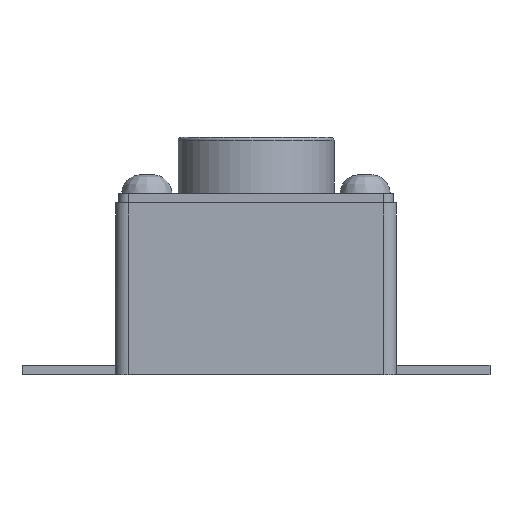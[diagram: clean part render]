
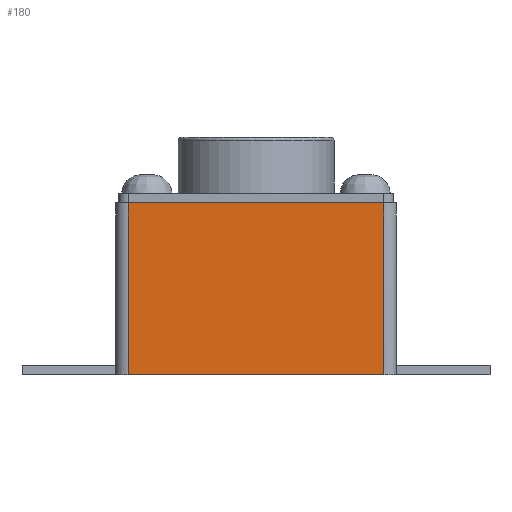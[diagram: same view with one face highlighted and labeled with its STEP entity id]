
A CAD part, front view. The second image highlights one B-rep face of the part: STEP entity #180.
In plain terms, the highlighted planar face has unit normal (0, -1, 0).
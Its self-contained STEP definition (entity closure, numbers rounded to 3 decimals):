
#180=ADVANCED_FACE('',(#280),#3277,.T.);
#280=FACE_OUTER_BOUND('',#380,.T.);
#380=EDGE_LOOP('',(#581,#582,#583,#584));
#581=ORIENTED_EDGE('',*,*,#2761,.T.);
#582=ORIENTED_EDGE('',*,*,#2760,.F.);
#583=ORIENTED_EDGE('',*,*,#2762,.T.);
#584=ORIENTED_EDGE('',*,*,#2763,.T.);
#1083=B_SPLINE_CURVE_WITH_KNOTS('',1,(#4440,#4441),.UNSPECIFIED.,.F.,.F.,
(2,2),(0.,2.75),.UNSPECIFIED.);
#1084=B_SPLINE_CURVE_WITH_KNOTS('',1,(#4442,#4443),.UNSPECIFIED.,.F.,.F.,
(2,2),(0.,2.75),.UNSPECIFIED.);
#1085=B_SPLINE_CURVE_WITH_KNOTS('',1,(#4444,#4445),.UNSPECIFIED.,.F.,.F.,
(2,2),(-4.1,0.),.UNSPECIFIED.);
#1086=B_SPLINE_CURVE_WITH_KNOTS('',1,(#4446,#4447),.UNSPECIFIED.,.F.,.F.,
(2,2),(-4.1,0.),.UNSPECIFIED.);
#1087=B_SPLINE_CURVE_WITH_KNOTS('',1,(#4448,#4449),.UNSPECIFIED.,.F.,.F.,
(2,2),(0.,2.75),.UNSPECIFIED.);
#1088=B_SPLINE_CURVE_WITH_KNOTS('',1,(#4450,#4451),.UNSPECIFIED.,.F.,.F.,
(2,2),(0.,4.1),.UNSPECIFIED.);
#1089=B_SPLINE_CURVE_WITH_KNOTS('',1,(#4452,#4453),.UNSPECIFIED.,.F.,.F.,
(2,2),(0.,4.1),.UNSPECIFIED.);
#1090=B_SPLINE_CURVE_WITH_KNOTS('',1,(#4454,#4455),.UNSPECIFIED.,.F.,.F.,
(2,2),(0.,2.75),.UNSPECIFIED.);
#1091=B_SPLINE_CURVE_WITH_KNOTS('',1,(#4456,#4457),.UNSPECIFIED.,.F.,.F.,
(2,2),(0.,2.75),.UNSPECIFIED.);
#1098=B_SPLINE_CURVE_WITH_KNOTS('',1,(#4479,#4480),.UNSPECIFIED.,.F.,.F.,
(2,2),(0.,2.75),.UNSPECIFIED.);
#1104=B_SPLINE_CURVE_WITH_KNOTS('',1,(#4500,#4501),.UNSPECIFIED.,.F.,.F.,
(2,2),(0.,4.1),.UNSPECIFIED.);
#1200=B_SPLINE_CURVE_WITH_KNOTS('',1,(#4750,#4751),.UNSPECIFIED.,.F.,.F.,
(2,2),(-4.1,0.),.UNSPECIFIED.);
#1616=PCURVE('',#3236,#2086);
#1617=PCURVE('',#3277,#2087);
#1618=PCURVE('',#3277,#2088);
#1619=PCURVE('',#3277,#2089);
#1620=PCURVE('',#3277,#2090);
#1626=PCURVE('',#3238,#2096);
#1632=PCURVE('',#3278,#2102);
#1708=PCURVE('',#3290,#2178);
#2086=DEFINITIONAL_REPRESENTATION('',(#1084),#6274);
#2087=DEFINITIONAL_REPRESENTATION('',(#1086),#6274);
#2088=DEFINITIONAL_REPRESENTATION('',(#1087),#6274);
#2089=DEFINITIONAL_REPRESENTATION('',(#1089),#6274);
#2090=DEFINITIONAL_REPRESENTATION('',(#1091),#6274);
#2096=DEFINITIONAL_REPRESENTATION('',(#1098),#6274);
#2102=DEFINITIONAL_REPRESENTATION('',(#1104),#6274);
#2178=DEFINITIONAL_REPRESENTATION('',(#1200),#6274);
#2520=SURFACE_CURVE('',#1083,(#1616,#1618),.PCURVE_S1.);
#2521=SURFACE_CURVE('',#1085,(#1617,#1708),.PCURVE_S1.);
#2522=SURFACE_CURVE('',#1088,(#1619,#1632),.PCURVE_S1.);
#2523=SURFACE_CURVE('',#1090,(#1620,#1626),.PCURVE_S1.);
#2760=EDGE_CURVE('',#3124,#3122,#2520,.T.);
#2761=EDGE_CURVE('',#3125,#3122,#2521,.T.);
#2762=EDGE_CURVE('',#3124,#3126,#2522,.T.);
#2763=EDGE_CURVE('',#3126,#3125,#2523,.T.);
#3122=VERTEX_POINT('',#4138);
#3124=VERTEX_POINT('',#4140);
#3125=VERTEX_POINT('',#4141);
#3126=VERTEX_POINT('',#4142);
#3236=(
BOUNDED_SURFACE()
B_SPLINE_SURFACE(2,1,((#4010,#4011),(#4012,#4013),(#4014,#4015),(#4016,#4017),
(#4018,#4019),(#4020,#4021),(#4022,#4023),(#4024,#4025),(#4026,#4027)),
 .UNSPECIFIED.,.T.,.F.,.F.)
B_SPLINE_SURFACE_WITH_KNOTS((3,2,2,2,3),(2,2),(0.,1.571,3.142,
4.712,6.283),(0.,3.324),.UNSPECIFIED.)
GEOMETRIC_REPRESENTATION_ITEM()
RATIONAL_B_SPLINE_SURFACE(((1.,1.),(0.707,0.707),
(1.,1.),(0.707,0.707),(1.,1.),(0.707,
0.707),(1.,1.),(0.707,0.707),(1.,1.)))
REPRESENTATION_ITEM('')
SURFACE()
);
#3238=(
BOUNDED_SURFACE()
B_SPLINE_SURFACE(2,1,((#4047,#4048),(#4049,#4050),(#4051,#4052),(#4053,#4054),
(#4055,#4056),(#4057,#4058),(#4059,#4060),(#4061,#4062),(#4063,#4064)),
 .UNSPECIFIED.,.T.,.F.,.F.)
B_SPLINE_SURFACE_WITH_KNOTS((3,2,2,2,3),(2,2),(0.,1.571,3.142,
4.712,6.283),(0.,3.324),.UNSPECIFIED.)
GEOMETRIC_REPRESENTATION_ITEM()
RATIONAL_B_SPLINE_SURFACE(((1.,1.),(0.707,0.707),
(1.,1.),(0.707,0.707),(1.,1.),(0.707,
0.707),(1.,1.),(0.707,0.707),(1.,1.)))
REPRESENTATION_ITEM('')
SURFACE()
);
#3277=PLANE('',#3361);
#3278=PLANE('',#3362);
#3290=PLANE('',#3374);
#3361=AXIS2_PLACEMENT_3D('',#4028,#3429,$);
#3362=AXIS2_PLACEMENT_3D('',#4065,#3430,$);
#3374=AXIS2_PLACEMENT_3D('',#4095,#3442,$);
#3429=DIRECTION('',(0.,-1.,0.));
#3430=DIRECTION('',(0.,0.,1.));
#3442=DIRECTION('',(0.,0.,-1.));
#4010=CARTESIAN_POINT('',(1.85,-2.05,-0.287));
#4011=CARTESIAN_POINT('',(1.85,-2.05,3.037));
#4012=CARTESIAN_POINT('',(1.85,-2.25,-0.287));
#4013=CARTESIAN_POINT('',(1.85,-2.25,3.037));
#4014=CARTESIAN_POINT('',(2.05,-2.25,-0.287));
#4015=CARTESIAN_POINT('',(2.05,-2.25,3.037));
#4016=CARTESIAN_POINT('',(2.25,-2.25,-0.287));
#4017=CARTESIAN_POINT('',(2.25,-2.25,3.037));
#4018=CARTESIAN_POINT('',(2.25,-2.05,-0.287));
#4019=CARTESIAN_POINT('',(2.25,-2.05,3.037));
#4020=CARTESIAN_POINT('',(2.25,-1.85,-0.287));
#4021=CARTESIAN_POINT('',(2.25,-1.85,3.037));
#4022=CARTESIAN_POINT('',(2.05,-1.85,-0.287));
#4023=CARTESIAN_POINT('',(2.05,-1.85,3.037));
#4024=CARTESIAN_POINT('',(1.85,-1.85,-0.287));
#4025=CARTESIAN_POINT('',(1.85,-1.85,3.037));
#4026=CARTESIAN_POINT('',(1.85,-2.05,-0.287));
#4027=CARTESIAN_POINT('',(1.85,-2.05,3.037));
#4028=CARTESIAN_POINT('',(-2.472,-2.25,3.037));
#4047=CARTESIAN_POINT('',(-1.85,-2.05,-0.287));
#4048=CARTESIAN_POINT('',(-1.85,-2.05,3.037));
#4049=CARTESIAN_POINT('',(-1.85,-1.85,-0.287));
#4050=CARTESIAN_POINT('',(-1.85,-1.85,3.037));
#4051=CARTESIAN_POINT('',(-2.05,-1.85,-0.287));
#4052=CARTESIAN_POINT('',(-2.05,-1.85,3.037));
#4053=CARTESIAN_POINT('',(-2.25,-1.85,-0.287));
#4054=CARTESIAN_POINT('',(-2.25,-1.85,3.037));
#4055=CARTESIAN_POINT('',(-2.25,-2.05,-0.287));
#4056=CARTESIAN_POINT('',(-2.25,-2.05,3.037));
#4057=CARTESIAN_POINT('',(-2.25,-2.25,-0.287));
#4058=CARTESIAN_POINT('',(-2.25,-2.25,3.037));
#4059=CARTESIAN_POINT('',(-2.05,-2.25,-0.287));
#4060=CARTESIAN_POINT('',(-2.05,-2.25,3.037));
#4061=CARTESIAN_POINT('',(-1.85,-2.25,-0.287));
#4062=CARTESIAN_POINT('',(-1.85,-2.25,3.037));
#4063=CARTESIAN_POINT('',(-1.85,-2.05,-0.287));
#4064=CARTESIAN_POINT('',(-1.85,-2.05,3.037));
#4065=CARTESIAN_POINT('',(2.712,-2.712,2.75));
#4095=CARTESIAN_POINT('',(2.712,-2.712,0.));
#4138=CARTESIAN_POINT('',(2.05,-2.25,0.));
#4140=CARTESIAN_POINT('',(2.05,-2.25,2.75));
#4141=CARTESIAN_POINT('',(-2.05,-2.25,0.));
#4142=CARTESIAN_POINT('',(-2.05,-2.25,2.75));
#4440=CARTESIAN_POINT('',(2.05,-2.25,2.75));
#4441=CARTESIAN_POINT('',(2.05,-2.25,0.));
#4442=CARTESIAN_POINT('',(1.571,3.037));
#4443=CARTESIAN_POINT('',(1.571,0.287));
#4444=CARTESIAN_POINT('',(-2.05,-2.25,0.));
#4445=CARTESIAN_POINT('',(2.05,-2.25,0.));
#4446=CARTESIAN_POINT('',(2.75,-4.1));
#4447=CARTESIAN_POINT('',(2.75,0.));
#4448=CARTESIAN_POINT('',(0.,0.));
#4449=CARTESIAN_POINT('',(2.75,0.));
#4450=CARTESIAN_POINT('',(2.05,-2.25,2.75));
#4451=CARTESIAN_POINT('',(-2.05,-2.25,2.75));
#4452=CARTESIAN_POINT('',(0.,0.));
#4453=CARTESIAN_POINT('',(0.,-4.1));
#4454=CARTESIAN_POINT('',(-2.05,-2.25,2.75));
#4455=CARTESIAN_POINT('',(-2.05,-2.25,0.));
#4456=CARTESIAN_POINT('',(0.,-4.1));
#4457=CARTESIAN_POINT('',(2.75,-4.1));
#4479=CARTESIAN_POINT('',(4.712,3.037));
#4480=CARTESIAN_POINT('',(4.712,0.287));
#4500=CARTESIAN_POINT('',(-4.3,-4.1));
#4501=CARTESIAN_POINT('',(-4.3,0.));
#4750=CARTESIAN_POINT('',(0.,-4.3));
#4751=CARTESIAN_POINT('',(-4.1,-4.3));
#6274=(
GEOMETRIC_REPRESENTATION_CONTEXT(2)
PARAMETRIC_REPRESENTATION_CONTEXT()
REPRESENTATION_CONTEXT('pspace','')
);
